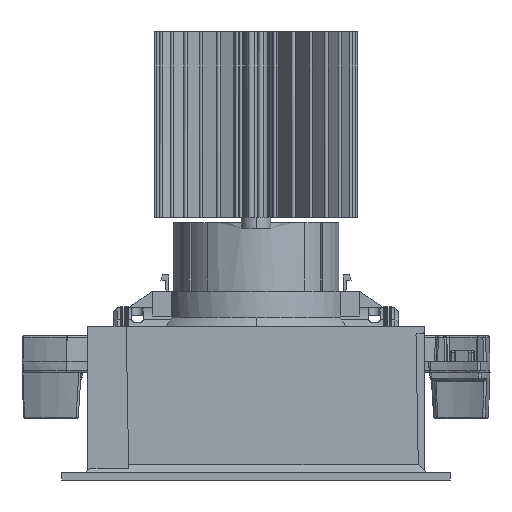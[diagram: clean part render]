
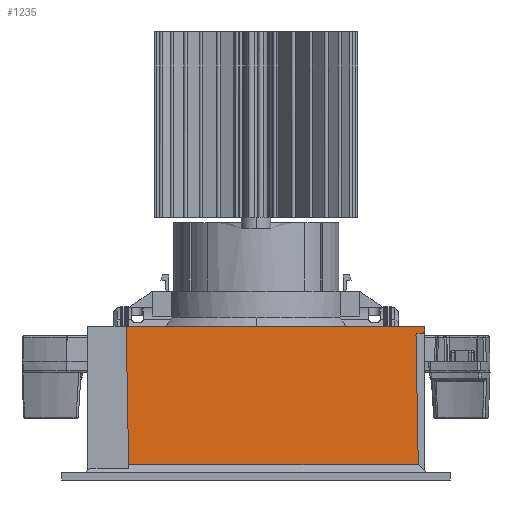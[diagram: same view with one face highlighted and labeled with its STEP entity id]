
A CAD part, left-side view. The second image highlights one B-rep face of the part: STEP entity #1235.
In plain terms, the highlighted planar face has unit normal (-1, 0, 0.018).
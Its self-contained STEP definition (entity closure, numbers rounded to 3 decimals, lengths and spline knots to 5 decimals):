
#1235=ADVANCED_FACE('',(#2761),#23573,.T.);
#2761=FACE_OUTER_BOUND('',#4357,.T.);
#4357=EDGE_LOOP('',(#10680,#10681,#10682,#10683,#10684,#10685,#10686,#10687));
#10680=ORIENTED_EDGE('',*,*,#15694,.T.);
#10681=ORIENTED_EDGE('',*,*,#15695,.T.);
#10682=ORIENTED_EDGE('',*,*,#15696,.T.);
#10683=ORIENTED_EDGE('',*,*,#15682,.F.);
#10684=ORIENTED_EDGE('',*,*,#15697,.T.);
#10685=ORIENTED_EDGE('',*,*,#15698,.T.);
#10686=ORIENTED_EDGE('',*,*,#15580,.F.);
#10687=ORIENTED_EDGE('',*,*,#15699,.T.);
#15580=EDGE_CURVE('',#22487,#22484,#19915,.T.);
#15682=EDGE_CURVE('',#22590,#22591,#20006,.T.);
#15694=EDGE_CURVE('',#22599,#22600,#20017,.T.);
#15695=EDGE_CURVE('',#22600,#22601,#17993,.T.);
#15696=EDGE_CURVE('',#22601,#22591,#20018,.T.);
#15697=EDGE_CURVE('',#22590,#22602,#20019,.T.);
#15698=EDGE_CURVE('',#22602,#22484,#20020,.T.);
#15699=EDGE_CURVE('',#22487,#22599,#17994,.T.);
#17993=(
BOUNDED_CURVE()
B_SPLINE_CURVE(2,(#89115,#89116,#89117),.UNSPECIFIED.,.F.,.F.)
B_SPLINE_CURVE_WITH_KNOTS((3,3),(0.00159,0.00236),
 .UNSPECIFIED.)
CURVE()
GEOMETRIC_REPRESENTATION_ITEM()
RATIONAL_B_SPLINE_CURVE((1.,0.719,1.))
REPRESENTATION_ITEM('')
);
#17994=(
BOUNDED_CURVE()
B_SPLINE_CURVE(2,(#89124,#89125,#89126,#89127,#89128),.UNSPECIFIED.,.F.,
 .F.)
B_SPLINE_CURVE_WITH_KNOTS((3,2,3),(-0.0008,-0.00079,
-0.00002),.UNSPECIFIED.)
CURVE()
GEOMETRIC_REPRESENTATION_ITEM()
RATIONAL_B_SPLINE_CURVE((1.,1.,1.,0.719,1.))
REPRESENTATION_ITEM('')
);
#19915=B_SPLINE_CURVE_WITH_KNOTS('',1,(#88833,#88834),.UNSPECIFIED.,.F.,
 .F.,(2,2),(-0.03494,0.),.UNSPECIFIED.);
#20006=B_SPLINE_CURVE_WITH_KNOTS('',1,(#89084,#89085),.UNSPECIFIED.,.F.,
 .F.,(2,2),(-0.08055,0.),.UNSPECIFIED.);
#20017=B_SPLINE_CURVE_WITH_KNOTS('',1,(#89113,#89114),.UNSPECIFIED.,.F.,
 .F.,(2,2),(-0.00133,0.),.UNSPECIFIED.);
#20018=B_SPLINE_CURVE_WITH_KNOTS('',1,(#89118,#89119),.UNSPECIFIED.,.F.,
 .F.,(2,2),(0.,0.00133),.UNSPECIFIED.);
#20019=B_SPLINE_CURVE_WITH_KNOTS('',1,(#89120,#89121),.UNSPECIFIED.,.F.,
 .F.,(2,2),(-0.03733,0.),.UNSPECIFIED.);
#20020=B_SPLINE_CURVE_WITH_KNOTS('',1,(#89122,#89123),.UNSPECIFIED.,.F.,
 .F.,(2,2),(-0.07822,0.),.UNSPECIFIED.);
#22484=VERTEX_POINT('',#88211);
#22487=VERTEX_POINT('',#88214);
#22590=VERTEX_POINT('',#88317);
#22591=VERTEX_POINT('',#88318);
#22599=VERTEX_POINT('',#88326);
#22600=VERTEX_POINT('',#88327);
#22601=VERTEX_POINT('',#88328);
#22602=VERTEX_POINT('',#88329);
#23573=PLANE('',#25171);
#25171=AXIS2_PLACEMENT_3D('',#85189,#25846,$);
#25846=DIRECTION('',(-1.,0.,0.017));
#85189=CARTESIAN_POINT('',(-0.05437,-0.65476,-0.60068));
#88211=CARTESIAN_POINT('',(-0.04382,-0.04382,0.00418));
#88214=CARTESIAN_POINT('',(-0.04321,-0.04321,0.03911));
#88317=CARTESIAN_POINT('',(-0.04317,0.03505,0.0415));
#88318=CARTESIAN_POINT('',(-0.04317,-0.0455,0.0415));
#88326=CARTESIAN_POINT('',(-0.0432,-0.04369,0.03962));
#88327=CARTESIAN_POINT('',(-0.0432,-0.04502,0.03967));
#88328=CARTESIAN_POINT('',(-0.04319,-0.0455,0.04017));
#88329=CARTESIAN_POINT('',(-0.04382,0.0344,0.00418));
#88833=CARTESIAN_POINT('',(-0.04321,-0.04321,0.03911));
#88834=CARTESIAN_POINT('',(-0.04382,-0.04382,0.00418));
#89084=CARTESIAN_POINT('',(-0.04317,0.03505,0.0415));
#89085=CARTESIAN_POINT('',(-0.04317,-0.0455,0.0415));
#89113=CARTESIAN_POINT('',(-0.0432,-0.04369,0.03962));
#89114=CARTESIAN_POINT('',(-0.0432,-0.04502,0.03967));
#89115=CARTESIAN_POINT('',(-0.0432,-0.04502,0.03967));
#89116=CARTESIAN_POINT('',(-0.0432,-0.0455,0.03968));
#89117=CARTESIAN_POINT('',(-0.04319,-0.0455,0.04017));
#89118=CARTESIAN_POINT('',(-0.04319,-0.0455,0.04017));
#89119=CARTESIAN_POINT('',(-0.04317,-0.0455,0.0415));
#89120=CARTESIAN_POINT('',(-0.04317,0.03505,0.0415));
#89121=CARTESIAN_POINT('',(-0.04382,0.0344,0.00418));
#89122=CARTESIAN_POINT('',(-0.04382,0.0344,0.00418));
#89123=CARTESIAN_POINT('',(-0.04382,-0.04382,0.00418));
#89124=CARTESIAN_POINT('',(-0.04321,-0.04321,0.03911));
#89125=CARTESIAN_POINT('',(-0.04321,-0.04321,0.03912));
#89126=CARTESIAN_POINT('',(-0.04321,-0.04321,0.03912));
#89127=CARTESIAN_POINT('',(-0.0432,-0.04321,0.0396));
#89128=CARTESIAN_POINT('',(-0.0432,-0.04369,0.03962));
